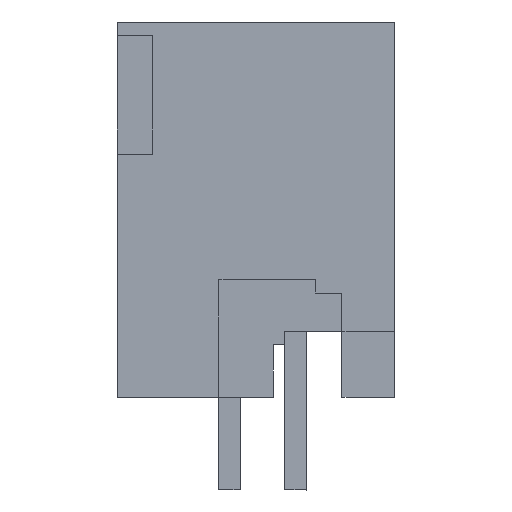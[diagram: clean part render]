
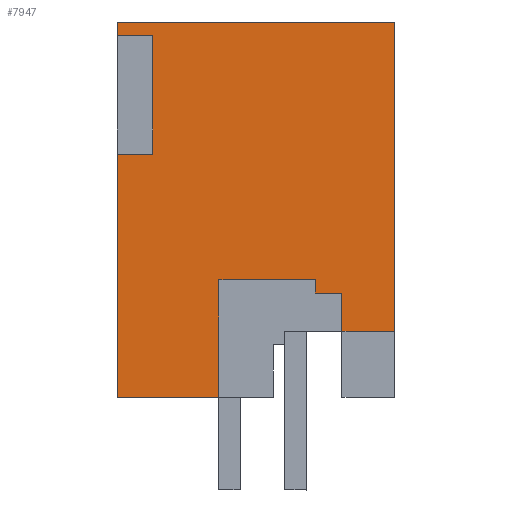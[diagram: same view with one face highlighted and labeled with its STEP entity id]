
A CAD part, left-side view. The second image highlights one B-rep face of the part: STEP entity #7947.
In plain terms, the highlighted planar face has unit normal (-1, 0, 0).
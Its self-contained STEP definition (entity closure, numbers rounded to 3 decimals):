
#7875=AXIS2_PLACEMENT_3D('Plane Axis2P3D',#7872,#7873,#7874) ;
#1524=CARTESIAN_POINT('Vertex',(0.,6.65,3.5)) ;
#1527=CARTESIAN_POINT('Line Origine',(0.,8.575,3.5)) ;
#1531=CARTESIAN_POINT('Vertex',(0.,10.5,3.5)) ;
#2984=CARTESIAN_POINT('Vertex',(0.,2.,6.)) ;
#2987=CARTESIAN_POINT('Line Origine',(0.,2.,6.725)) ;
#2991=CARTESIAN_POINT('Vertex',(0.,2.,7.45)) ;
#3023=CARTESIAN_POINT('Line Origine',(0.,2.5,7.45)) ;
#3027=CARTESIAN_POINT('Vertex',(0.,3.,7.45)) ;
#3045=CARTESIAN_POINT('Line Origine',(0.,3.,7.7)) ;
#3049=CARTESIAN_POINT('Vertex',(0.,3.,7.95)) ;
#3074=CARTESIAN_POINT('Line Origine',(0.,4.825,7.95)) ;
#3078=CARTESIAN_POINT('Vertex',(0.,6.65,7.95)) ;
#3103=CARTESIAN_POINT('Line Origine',(0.,6.65,5.725)) ;
#7872=CARTESIAN_POINT('Axis2P3D Location',(0.,10.5,0.)) ;
#7877=CARTESIAN_POINT('Line Origine',(0.,10.5,8.1)) ;
#7881=CARTESIAN_POINT('Vertex',(0.,10.5,12.7)) ;
#7884=CARTESIAN_POINT('Line Origine',(0.,1.,6.)) ;
#7888=CARTESIAN_POINT('Vertex',(0.,0.,6.)) ;
#7891=CARTESIAN_POINT('Line Origine',(0.,0.,11.85)) ;
#7895=CARTESIAN_POINT('Vertex',(0.,0.,17.7)) ;
#7898=CARTESIAN_POINT('Line Origine',(0.,5.25,17.7)) ;
#7902=CARTESIAN_POINT('Vertex',(0.,10.5,17.7)) ;
#7905=CARTESIAN_POINT('Line Origine',(0.,10.5,17.45)) ;
#7909=CARTESIAN_POINT('Vertex',(0.,10.5,17.2)) ;
#7912=CARTESIAN_POINT('Line Origine',(0.,9.825,17.2)) ;
#7916=CARTESIAN_POINT('Vertex',(0.,9.15,17.2)) ;
#7919=CARTESIAN_POINT('Line Origine',(0.,9.15,14.95)) ;
#7923=CARTESIAN_POINT('Vertex',(0.,9.15,12.7)) ;
#7926=CARTESIAN_POINT('Line Origine',(0.,9.825,12.7)) ;
#1528=DIRECTION('Vector Direction',(0.,1.,0.)) ;
#2988=DIRECTION('Vector Direction',(0.,0.,-1.)) ;
#3024=DIRECTION('Vector Direction',(0.,1.,0.)) ;
#3046=DIRECTION('Vector Direction',(0.,0.,1.)) ;
#3075=DIRECTION('Vector Direction',(0.,1.,0.)) ;
#3104=DIRECTION('Vector Direction',(0.,0.,1.)) ;
#7873=DIRECTION('Axis2P3D Direction',(-1.,0.,0.)) ;
#7874=DIRECTION('Axis2P3D XDirection',(0.,0.,1.)) ;
#7878=DIRECTION('Vector Direction',(0.,0.,1.)) ;
#7885=DIRECTION('Vector Direction',(0.,1.,0.)) ;
#7892=DIRECTION('Vector Direction',(0.,0.,1.)) ;
#7899=DIRECTION('Vector Direction',(0.,1.,0.)) ;
#7906=DIRECTION('Vector Direction',(0.,0.,1.)) ;
#7913=DIRECTION('Vector Direction',(0.,-1.,0.)) ;
#7920=DIRECTION('Vector Direction',(0.,0.,-1.)) ;
#7927=DIRECTION('Vector Direction',(0.,-1.,0.)) ;
#1529=VECTOR('Line Direction',#1528,1.) ;
#2989=VECTOR('Line Direction',#2988,1.) ;
#3025=VECTOR('Line Direction',#3024,1.) ;
#3047=VECTOR('Line Direction',#3046,1.) ;
#3076=VECTOR('Line Direction',#3075,1.) ;
#3105=VECTOR('Line Direction',#3104,1.) ;
#7879=VECTOR('Line Direction',#7878,1.) ;
#7886=VECTOR('Line Direction',#7885,1.) ;
#7893=VECTOR('Line Direction',#7892,1.) ;
#7900=VECTOR('Line Direction',#7899,1.) ;
#7907=VECTOR('Line Direction',#7906,1.) ;
#7914=VECTOR('Line Direction',#7913,1.) ;
#7921=VECTOR('Line Direction',#7920,1.) ;
#7928=VECTOR('Line Direction',#7927,1.) ;
#7932=ORIENTED_EDGE('',*,*,#7883,.T.) ;
#7933=ORIENTED_EDGE('',*,*,#1533,.T.) ;
#7934=ORIENTED_EDGE('',*,*,#3107,.T.) ;
#7935=ORIENTED_EDGE('',*,*,#3080,.T.) ;
#7936=ORIENTED_EDGE('',*,*,#3051,.T.) ;
#7937=ORIENTED_EDGE('',*,*,#3029,.T.) ;
#7938=ORIENTED_EDGE('',*,*,#2993,.T.) ;
#7939=ORIENTED_EDGE('',*,*,#7890,.T.) ;
#7940=ORIENTED_EDGE('',*,*,#7897,.T.) ;
#7941=ORIENTED_EDGE('',*,*,#7904,.T.) ;
#7942=ORIENTED_EDGE('',*,*,#7911,.T.) ;
#7943=ORIENTED_EDGE('',*,*,#7918,.F.) ;
#7944=ORIENTED_EDGE('',*,*,#7925,.F.) ;
#7945=ORIENTED_EDGE('',*,*,#7930,.F.) ;
#7947=ADVANCED_FACE('HOUSING',(#7946),#7876,.T.) ;
#1533=EDGE_CURVE('',#1532,#1525,#1530,.F.) ;
#2993=EDGE_CURVE('',#2992,#2985,#2990,.T.) ;
#3029=EDGE_CURVE('',#3028,#2992,#3026,.F.) ;
#3051=EDGE_CURVE('',#3050,#3028,#3048,.F.) ;
#3080=EDGE_CURVE('',#3079,#3050,#3077,.F.) ;
#3107=EDGE_CURVE('',#1525,#3079,#3106,.T.) ;
#7883=EDGE_CURVE('',#7882,#1532,#7880,.F.) ;
#7890=EDGE_CURVE('',#2985,#7889,#7887,.F.) ;
#7897=EDGE_CURVE('',#7889,#7896,#7894,.T.) ;
#7904=EDGE_CURVE('',#7896,#7903,#7901,.T.) ;
#7911=EDGE_CURVE('',#7903,#7910,#7908,.F.) ;
#7918=EDGE_CURVE('',#7917,#7910,#7915,.F.) ;
#7925=EDGE_CURVE('',#7924,#7917,#7922,.F.) ;
#7930=EDGE_CURVE('',#7882,#7924,#7929,.T.) ;
#7931=EDGE_LOOP('',(#7932,#7933,#7934,#7935,#7936,#7937,#7938,#7939,#7940,#7941,#7942,#7943,#7944,#7945)) ;
#7946=FACE_OUTER_BOUND('',#7931,.T.) ;
#1530=LINE('Line',#1527,#1529) ;
#2990=LINE('Line',#2987,#2989) ;
#3026=LINE('Line',#3023,#3025) ;
#3048=LINE('Line',#3045,#3047) ;
#3077=LINE('Line',#3074,#3076) ;
#3106=LINE('Line',#3103,#3105) ;
#7880=LINE('Line',#7877,#7879) ;
#7887=LINE('Line',#7884,#7886) ;
#7894=LINE('Line',#7891,#7893) ;
#7901=LINE('Line',#7898,#7900) ;
#7908=LINE('Line',#7905,#7907) ;
#7915=LINE('Line',#7912,#7914) ;
#7922=LINE('Line',#7919,#7921) ;
#7929=LINE('Line',#7926,#7928) ;
#7876=PLANE('',#7875) ;
#1525=VERTEX_POINT('',#1524) ;
#1532=VERTEX_POINT('',#1531) ;
#2985=VERTEX_POINT('',#2984) ;
#2992=VERTEX_POINT('',#2991) ;
#3028=VERTEX_POINT('',#3027) ;
#3050=VERTEX_POINT('',#3049) ;
#3079=VERTEX_POINT('',#3078) ;
#7882=VERTEX_POINT('',#7881) ;
#7889=VERTEX_POINT('',#7888) ;
#7896=VERTEX_POINT('',#7895) ;
#7903=VERTEX_POINT('',#7902) ;
#7910=VERTEX_POINT('',#7909) ;
#7917=VERTEX_POINT('',#7916) ;
#7924=VERTEX_POINT('',#7923) ;
